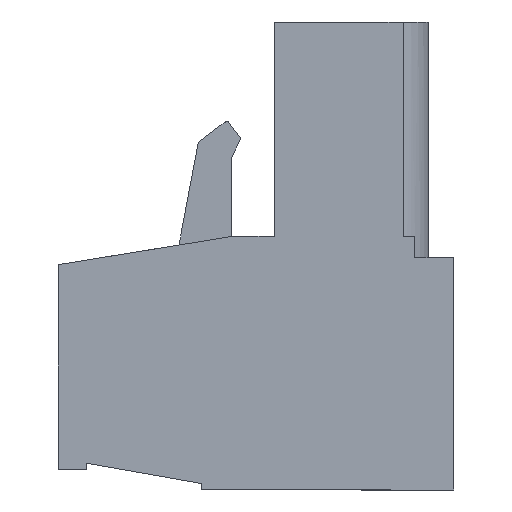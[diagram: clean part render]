
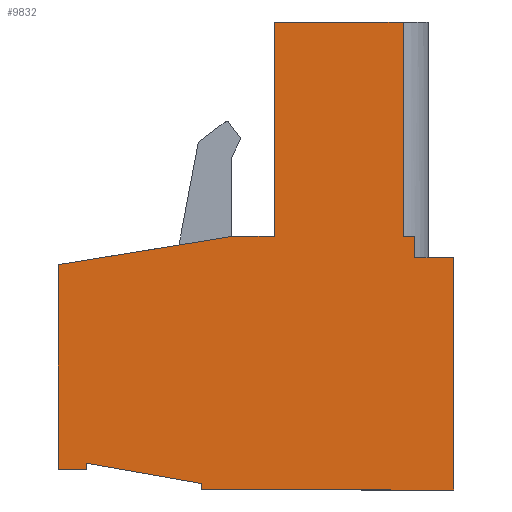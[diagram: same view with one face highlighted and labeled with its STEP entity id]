
A CAD part, left-side view. The second image highlights one B-rep face of the part: STEP entity #9832.
In plain terms, the highlighted planar face has unit normal (-1, 0, 0).
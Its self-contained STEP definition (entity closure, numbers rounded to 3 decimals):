
#67 = CARTESIAN_POINT ( 'NONE',  ( 0., 15.33, -0.26 ) ) ;
#131 = CARTESIAN_POINT ( 'NONE',  ( 0., 1.51, 0.85 ) ) ;
#504 = EDGE_CURVE ( 'NONE', #6687, #12495, #13655, .T. ) ;
#516 = PLANE ( 'NONE',  #12591 ) ;
#644 = LINE ( 'NONE', #12780, #13620 ) ;
#1108 = CARTESIAN_POINT ( 'NONE',  ( 0., 6.96, 0.85 ) ) ;
#1196 = CARTESIAN_POINT ( 'NONE',  ( 0., 6.96, 9.15 ) ) ;
#1331 = ORIENTED_EDGE ( 'NONE', *, *, #5220, .F. ) ;
#1434 = EDGE_CURVE ( 'NONE', #13706, #10867, #15742, .T. ) ;
#1468 = ORIENTED_EDGE ( 'NONE', *, *, #13469, .F. ) ;
#1696 = CARTESIAN_POINT ( 'NONE',  ( 0., 15.33, -8.2 ) ) ;
#1713 = CARTESIAN_POINT ( 'NONE',  ( 0., 15.33, -0.26 ) ) ;
#1728 = VERTEX_POINT ( 'NONE', #67 ) ;
#1803 = CARTESIAN_POINT ( 'NONE',  ( 0., 1.96, 9.15 ) ) ;
#1820 = VECTOR ( 'NONE', #15746, 1000. ) ;
#1899 = DIRECTION ( 'NONE',  ( 1., 0., 0. ) ) ;
#2093 = LINE ( 'NONE', #2292, #10930 ) ;
#2273 = VERTEX_POINT ( 'NONE', #6701 ) ;
#2292 = CARTESIAN_POINT ( 'NONE',  ( 0., 9.77, -9. ) ) ;
#2294 = DIRECTION ( 'NONE',  ( 0., -1., 0. ) ) ;
#2434 = EDGE_CURVE ( 'NONE', #8022, #13706, #11443, .T. ) ;
#2580 = EDGE_CURVE ( 'NONE', #10867, #14043, #3197, .T. ) ;
#2623 = VECTOR ( 'NONE', #14436, 1000. ) ;
#2633 = CARTESIAN_POINT ( 'NONE',  ( 0., 6.96, 0.85 ) ) ;
#2648 = CARTESIAN_POINT ( 'NONE',  ( 0., 0., 0. ) ) ;
#2651 = VECTOR ( 'NONE', #9513, 1000. ) ;
#2817 = VECTOR ( 'NONE', #10649, 1000. ) ;
#2865 = ORIENTED_EDGE ( 'NONE', *, *, #2434, .F. ) ;
#2867 = DIRECTION ( 'NONE',  ( 0., -1., 0. ) ) ;
#2981 = CARTESIAN_POINT ( 'NONE',  ( 0., 14.24, -7.96 ) ) ;
#3170 = CARTESIAN_POINT ( 'NONE',  ( 0., 8.49, 0.85 ) ) ;
#3197 = LINE ( 'NONE', #13574, #12816 ) ;
#3230 = ORIENTED_EDGE ( 'NONE', *, *, #15328, .F. ) ;
#3441 = EDGE_CURVE ( 'NONE', #8331, #15934, #2093, .T. ) ;
#3471 = CARTESIAN_POINT ( 'NONE',  ( 0., 14.24, -8.2 ) ) ;
#3585 = VECTOR ( 'NONE', #13010, 1000. ) ;
#4163 = EDGE_LOOP ( 'NONE', ( #7129, #12932, #15501, #13998, #2865, #1468, #14062, #11432, #5928, #4217, #3230, #16073, #6685, #5958, #1331 ) ) ;
#4217 = ORIENTED_EDGE ( 'NONE', *, *, #5533, .F. ) ;
#4396 = CARTESIAN_POINT ( 'NONE',  ( 0., 14.24, -8.2 ) ) ;
#4522 = CARTESIAN_POINT ( 'NONE',  ( 0., 6.96, 9.15 ) ) ;
#4809 = CARTESIAN_POINT ( 'NONE',  ( 0., 0., -9. ) ) ;
#5220 = EDGE_CURVE ( 'NONE', #8104, #2273, #644, .T. ) ;
#5440 = LINE ( 'NONE', #4809, #15014 ) ;
#5473 = VECTOR ( 'NONE', #5481, 1000. ) ;
#5481 = DIRECTION ( 'NONE',  ( 0., 0., -1. ) ) ;
#5495 = LINE ( 'NONE', #1696, #15067 ) ;
#5533 = EDGE_CURVE ( 'NONE', #6302, #14808, #15945, .T. ) ;
#5811 = DIRECTION ( 'NONE',  ( 0., 0.985, 0.174 ) ) ;
#5928 = ORIENTED_EDGE ( 'NONE', *, *, #12641, .F. ) ;
#5958 = ORIENTED_EDGE ( 'NONE', *, *, #13906, .F. ) ;
#6082 = EDGE_CURVE ( 'NONE', #1728, #6687, #10292, .T. ) ;
#6242 = VECTOR ( 'NONE', #9922, 1000. ) ;
#6302 = VERTEX_POINT ( 'NONE', #3471 ) ;
#6381 = LINE ( 'NONE', #8249, #2651 ) ;
#6423 = LINE ( 'NONE', #11590, #9378 ) ;
#6604 = CARTESIAN_POINT ( 'NONE',  ( 0., 9.77, -8.75 ) ) ;
#6685 = ORIENTED_EDGE ( 'NONE', *, *, #3441, .F. ) ;
#6687 = VERTEX_POINT ( 'NONE', #8012 ) ;
#6701 = CARTESIAN_POINT ( 'NONE',  ( 0., 0., -9. ) ) ;
#6982 = VECTOR ( 'NONE', #8122, 1000. ) ;
#7010 = CARTESIAN_POINT ( 'NONE',  ( 0., 1.96, 0.85 ) ) ;
#7129 = ORIENTED_EDGE ( 'NONE', *, *, #15938, .F. ) ;
#8012 = CARTESIAN_POINT ( 'NONE',  ( 0., 8.49, 0.85 ) ) ;
#8022 = VERTEX_POINT ( 'NONE', #1196 ) ;
#8098 = CARTESIAN_POINT ( 'NONE',  ( 0., 15.33, -8.2 ) ) ;
#8101 = CARTESIAN_POINT ( 'NONE',  ( 0., 14.24, -7.96 ) ) ;
#8104 = VERTEX_POINT ( 'NONE', #2648 ) ;
#8122 = DIRECTION ( 'NONE',  ( 0., -1., 0. ) ) ;
#8175 = CARTESIAN_POINT ( 'NONE',  ( 0., 1.96, 9.15 ) ) ;
#8210 = FACE_OUTER_BOUND ( 'NONE', #4163, .T. ) ;
#8227 = VECTOR ( 'NONE', #5811, 1000. ) ;
#8249 = CARTESIAN_POINT ( 'NONE',  ( 0., 1.51, 0.85 ) ) ;
#8284 = CARTESIAN_POINT ( 'NONE',  ( 0., 9.77, -9. ) ) ;
#8331 = VERTEX_POINT ( 'NONE', #8284 ) ;
#9200 = LINE ( 'NONE', #2981, #5473 ) ;
#9236 = DIRECTION ( 'NONE',  ( 0., 0., 1. ) ) ;
#9378 = VECTOR ( 'NONE', #2867, 1000. ) ;
#9392 = EDGE_CURVE ( 'NONE', #15934, #13713, #14875, .T. ) ;
#9436 = CARTESIAN_POINT ( 'NONE',  ( 0., 0., 0. ) ) ;
#9513 = DIRECTION ( 'NONE',  ( 0., 0., -1. ) ) ;
#9832 = ADVANCED_FACE ( 'NONE', ( #8210 ), #516, .F. ) ;
#9922 = DIRECTION ( 'NONE',  ( 0., 0., 1. ) ) ;
#9989 = VERTEX_POINT ( 'NONE', #10954 ) ;
#9997 = LINE ( 'NONE', #1108, #6242 ) ;
#10281 = DIRECTION ( 'NONE',  ( 0., 0., -1. ) ) ;
#10292 = LINE ( 'NONE', #1713, #3585 ) ;
#10649 = DIRECTION ( 'NONE',  ( 0., 0., -1. ) ) ;
#10673 = DIRECTION ( 'NONE',  ( 0., 0., -1. ) ) ;
#10867 = VERTEX_POINT ( 'NONE', #7010 ) ;
#10930 = VECTOR ( 'NONE', #12330, 1000. ) ;
#10954 = CARTESIAN_POINT ( 'NONE',  ( 0., 1.51, 0. ) ) ;
#11326 = EDGE_CURVE ( 'NONE', #14043, #9989, #6381, .T. ) ;
#11432 = ORIENTED_EDGE ( 'NONE', *, *, #6082, .F. ) ;
#11443 = LINE ( 'NONE', #4522, #1820 ) ;
#11590 = CARTESIAN_POINT ( 'NONE',  ( 0., 1.51, 0. ) ) ;
#12277 = DIRECTION ( 'NONE',  ( 0., 1., 0. ) ) ;
#12330 = DIRECTION ( 'NONE',  ( 0., 0., 1. ) ) ;
#12495 = VERTEX_POINT ( 'NONE', #2633 ) ;
#12591 = AXIS2_PLACEMENT_3D ( 'NONE', #9436, #1899, #10673 ) ;
#12641 = EDGE_CURVE ( 'NONE', #14808, #1728, #5495, .T. ) ;
#12780 = CARTESIAN_POINT ( 'NONE',  ( 0., 0., 0. ) ) ;
#12816 = VECTOR ( 'NONE', #2294, 1000. ) ;
#12932 = ORIENTED_EDGE ( 'NONE', *, *, #11326, .F. ) ;
#13010 = DIRECTION ( 'NONE',  ( 0., -0.987, 0.16 ) ) ;
#13469 = EDGE_CURVE ( 'NONE', #12495, #8022, #9997, .T. ) ;
#13574 = CARTESIAN_POINT ( 'NONE',  ( 0., 1.96, 0.85 ) ) ;
#13620 = VECTOR ( 'NONE', #10281, 1000. ) ;
#13655 = LINE ( 'NONE', #3170, #6982 ) ;
#13706 = VERTEX_POINT ( 'NONE', #1803 ) ;
#13713 = VERTEX_POINT ( 'NONE', #8101 ) ;
#13906 = EDGE_CURVE ( 'NONE', #2273, #8331, #5440, .T. ) ;
#13998 = ORIENTED_EDGE ( 'NONE', *, *, #1434, .F. ) ;
#14043 = VERTEX_POINT ( 'NONE', #131 ) ;
#14062 = ORIENTED_EDGE ( 'NONE', *, *, #504, .F. ) ;
#14436 = DIRECTION ( 'NONE',  ( 0., 1., 0. ) ) ;
#14538 = CARTESIAN_POINT ( 'NONE',  ( 0., 9.77, -8.75 ) ) ;
#14808 = VERTEX_POINT ( 'NONE', #8098 ) ;
#14875 = LINE ( 'NONE', #14538, #8227 ) ;
#15014 = VECTOR ( 'NONE', #12277, 1000. ) ;
#15067 = VECTOR ( 'NONE', #9236, 1000. ) ;
#15328 = EDGE_CURVE ( 'NONE', #13713, #6302, #9200, .T. ) ;
#15501 = ORIENTED_EDGE ( 'NONE', *, *, #2580, .F. ) ;
#15742 = LINE ( 'NONE', #8175, #2817 ) ;
#15746 = DIRECTION ( 'NONE',  ( 0., -1., 0. ) ) ;
#15934 = VERTEX_POINT ( 'NONE', #6604 ) ;
#15938 = EDGE_CURVE ( 'NONE', #9989, #8104, #6423, .T. ) ;
#15945 = LINE ( 'NONE', #4396, #2623 ) ;
#16073 = ORIENTED_EDGE ( 'NONE', *, *, #9392, .F. ) ;
